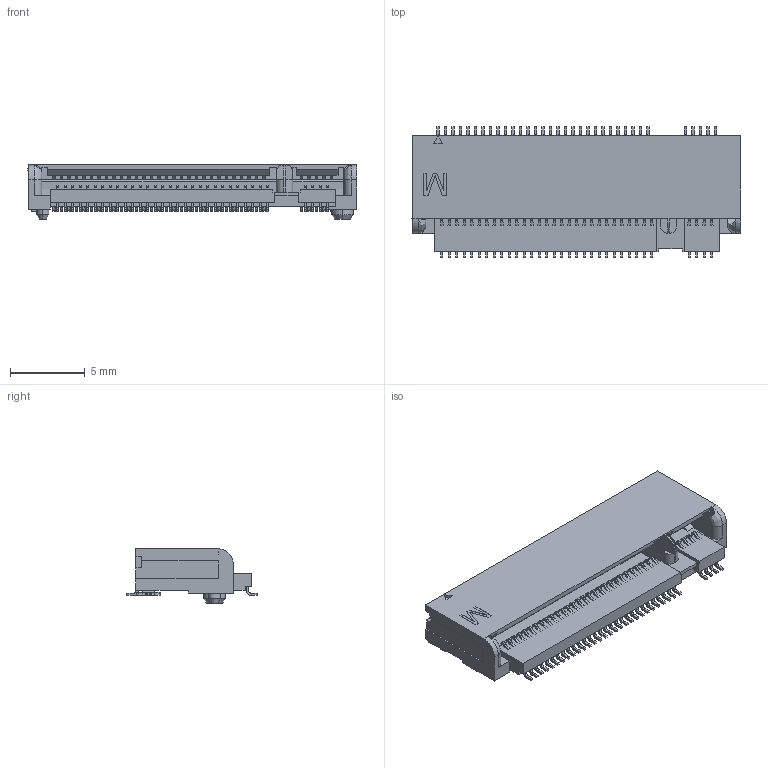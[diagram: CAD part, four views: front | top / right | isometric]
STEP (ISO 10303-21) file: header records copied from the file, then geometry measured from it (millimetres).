
FILE_DESCRIPTION(('FreeCAD Model'),'2;1');
FILE_NAME('C-1-2199119-5.step','2021-02-11T16:20:43',('kicad StepUp'),( 'ksu MCAD'),'Open CASCADE STEP processor 7.5','FreeCAD','Unknown');
FILE_SCHEMA(('AUTOMOTIVE_DESIGN { 1 0 10303 214 1 1 1 1 }'));
Length unit declared in the file: millimetre
Products named in the file (1): C-1-2199119-5
Bounding box: 22 x 8.7 x 3.62 mm (x, y, z)
Volume: 336.1 mm3; surface area: 690.5 mm2
Topology: 1 solids, 1 shells, 1515 faces, 4306 edges, 2861 vertices
Faces by surface type: plane 1002, cylinder 505, bspline 4, cone 4
Full cylindrical faces by diameter (mm): 1 x4
Entity records: 60030 total; most frequent: CARTESIAN_POINT 8887, ORIENTED_EDGE 8604, DIRECTION 8320, EDGE_CURVE 4302, LINE 3268, VECTOR 3268, VERTEX_POINT 2861, AXIS2_PLACEMENT_3D 2526
